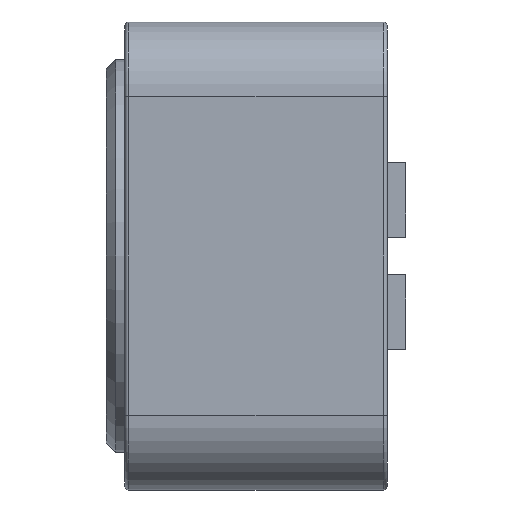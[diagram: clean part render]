
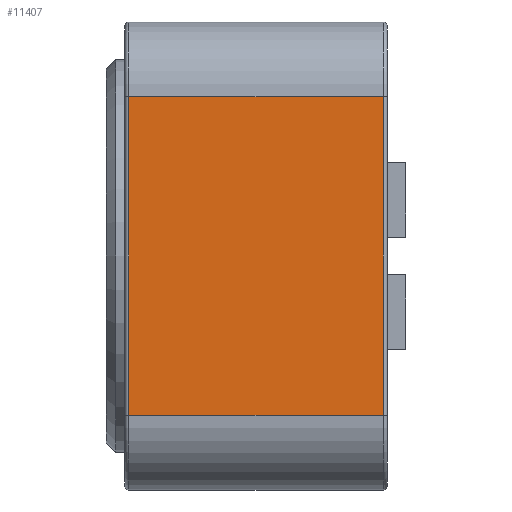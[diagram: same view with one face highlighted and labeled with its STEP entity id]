
A CAD part, left-side view. The second image highlights one B-rep face of the part: STEP entity #11407.
In plain terms, the highlighted planar face has unit normal (-1, 0, 0).
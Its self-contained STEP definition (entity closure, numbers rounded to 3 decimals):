
#10293 = DIRECTION ( 'NONE',  ( 0., 0., -1. ) ) ;
#10294 = VECTOR ( 'NONE', #10293, 1000. ) ;
#10295 = CARTESIAN_POINT ( 'NONE',  ( -6.25, 6.9, -4.25 ) ) ;
#10296 = LINE ( 'NONE', #10295, #10294 ) ;
#10401 = CARTESIAN_POINT ( 'NONE',  ( -6.25, 0.1, 4.25 ) ) ;
#10458 = CARTESIAN_POINT ( 'NONE',  ( -6.25, 6.9, 4.25 ) ) ;
#10459 = DIRECTION ( 'NONE',  ( 0., 1., 0. ) ) ;
#10460 = VECTOR ( 'NONE', #10459, 1000. ) ;
#10461 = CARTESIAN_POINT ( 'NONE',  ( -6.25, 7., 4.25 ) ) ;
#10462 = LINE ( 'NONE', #10461, #10460 ) ;
#10641 = FACE_OUTER_BOUND ( 'NONE', #11408, .T. ) ;
#10677 = CARTESIAN_POINT ( 'NONE',  ( -6.25, 0.1, -6.25 ) ) ;
#10679 = DIRECTION ( 'NONE',  ( 0., 0., 1. ) ) ;
#10682 = VECTOR ( 'NONE', #10679, 1000. ) ;
#10695 = LINE ( 'NONE', #10740, #10738 ) ;
#10724 = DIRECTION ( 'NONE',  ( 0., 0., -1. ) ) ;
#10726 = PLANE ( 'NONE',  #10739 ) ;
#10727 = CARTESIAN_POINT ( 'NONE',  ( -6.25, 7., -6.25 ) ) ;
#10733 = DIRECTION ( 'NONE',  ( 1., 0., 0. ) ) ;
#10736 = DIRECTION ( 'NONE',  ( 0., -1., 0. ) ) ;
#10738 = VECTOR ( 'NONE', #10736, 1000. ) ;
#10739 = AXIS2_PLACEMENT_3D ( 'NONE', #10727, #10733, #10724 ) ;
#10740 = CARTESIAN_POINT ( 'NONE',  ( -6.25, 7., -4.25 ) ) ;
#10741 = CARTESIAN_POINT ( 'NONE',  ( -6.25, 0.1, -4.25 ) ) ;
#10742 = CARTESIAN_POINT ( 'NONE',  ( -6.25, 6.9, -4.25 ) ) ;
#10744 = LINE ( 'NONE', #10677, #10682 ) ;
#11305 = ORIENTED_EDGE ( 'NONE', *, *, #11307, .T. ) ;
#11307 = EDGE_CURVE ( 'NONE', #11347, #11411, #10296, .T. ) ;
#11341 = VERTEX_POINT ( 'NONE', #10401 ) ;
#11344 = ORIENTED_EDGE ( 'NONE', *, *, #11346, .T. ) ;
#11346 = EDGE_CURVE ( 'NONE', #11341, #11347, #10462, .T. ) ;
#11347 = VERTEX_POINT ( 'NONE', #10458 ) ;
#11407 = ADVANCED_FACE ( 'NONE', ( #10641 ), #10726, .F. ) ;
#11408 = EDGE_LOOP ( 'NONE', ( #11409, #11413, #11344, #11305 ) ) ;
#11409 = ORIENTED_EDGE ( 'NONE', *, *, #11410, .T. ) ;
#11410 = EDGE_CURVE ( 'NONE', #11411, #11412, #10695, .T. ) ;
#11411 = VERTEX_POINT ( 'NONE', #10742 ) ;
#11412 = VERTEX_POINT ( 'NONE', #10741 ) ;
#11413 = ORIENTED_EDGE ( 'NONE', *, *, #11414, .T. ) ;
#11414 = EDGE_CURVE ( 'NONE', #11412, #11341, #10744, .T. ) ;
